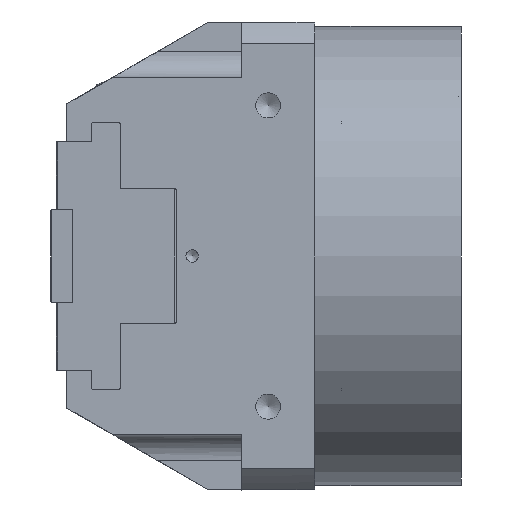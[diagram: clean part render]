
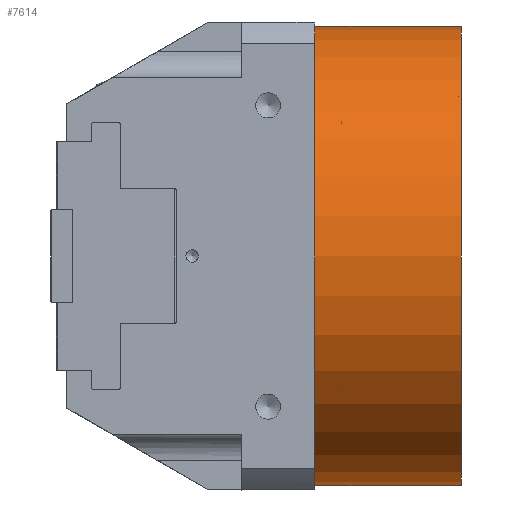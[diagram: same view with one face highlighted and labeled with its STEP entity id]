
A CAD part, left-side view. The second image highlights one B-rep face of the part: STEP entity #7614.
In plain terms, the highlighted cylindrical face has radius 78.5 mm (diameter 157 mm), a full revolution.
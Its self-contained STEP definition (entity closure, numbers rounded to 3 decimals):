
#250=CYLINDRICAL_SURFACE('',#8616,78.5);
#1016=FACE_OUTER_BOUND('',#1492,.T.);
#1492=EDGE_LOOP('',(#6968,#6969,#6970,#6971));
#2115=LINE('',#13274,#2697);
#2697=VECTOR('',#10827,78.5);
#3114=CIRCLE('',#8617,78.5);
#3115=CIRCLE('',#8618,78.5);
#3861=VERTEX_POINT('',#13271);
#3862=VERTEX_POINT('',#13273);
#4922=EDGE_CURVE('',#3861,#3861,#3114,.T.);
#4923=EDGE_CURVE('',#3861,#3862,#2115,.T.);
#4924=EDGE_CURVE('',#3862,#3862,#3115,.T.);
#6968=ORIENTED_EDGE('',*,*,#4922,.F.);
#6969=ORIENTED_EDGE('',*,*,#4923,.T.);
#6970=ORIENTED_EDGE('',*,*,#4924,.F.);
#6971=ORIENTED_EDGE('',*,*,#4923,.F.);
#7614=ADVANCED_FACE('',(#1016),#250,.T.);
#8616=AXIS2_PLACEMENT_3D('',#13270,#10823,#10824);
#8617=AXIS2_PLACEMENT_3D('',#13272,#10825,#10826);
#8618=AXIS2_PLACEMENT_3D('',#13275,#10828,#10829);
#10823=DIRECTION('center_axis',(0.,0.,1.));
#10824=DIRECTION('ref_axis',(-1.,0.,0.));
#10825=DIRECTION('center_axis',(0.,0.,1.));
#10826=DIRECTION('ref_axis',(-1.,0.,0.));
#10827=DIRECTION('',(0.,0.,-1.));
#10828=DIRECTION('center_axis',(0.,0.,-1.));
#10829=DIRECTION('ref_axis',(-1.,0.,0.));
#13270=CARTESIAN_POINT('Origin',(0.,0.,0.));
#13271=CARTESIAN_POINT('',(78.5,0.,50.));
#13272=CARTESIAN_POINT('Origin',(0.,0.,50.));
#13273=CARTESIAN_POINT('',(78.5,0.,0.));
#13274=CARTESIAN_POINT('',(78.5,0.,0.));
#13275=CARTESIAN_POINT('Origin',(0.,0.,0.));
